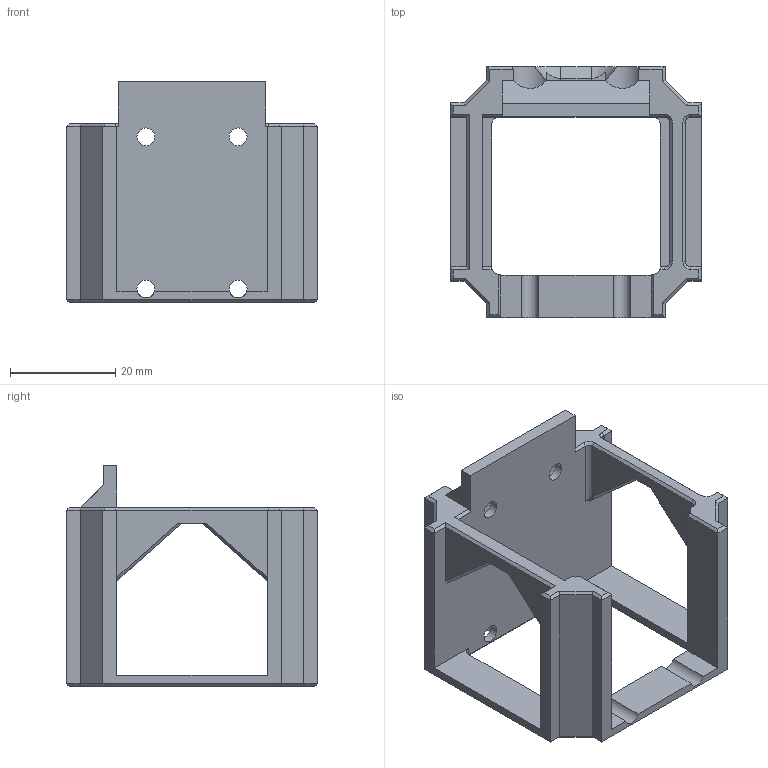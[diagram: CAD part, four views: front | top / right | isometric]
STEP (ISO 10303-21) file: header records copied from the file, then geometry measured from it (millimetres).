
FILE_DESCRIPTION(/* description */ (''),/* implementation_level */ '2;1');
FILE_NAME(/* name */ '56-spiralxy-groove-FocusToCubeAdapter.stp',/* time_stamp */ '2023-12-27T14:14:23+01:00',/* author */ ('diederichbenedict'),/* organization */ (''),/* preprocessor_version */ 'ST-DEVELOPER v20',/* originating_system */ 'Autodesk Inventor 2024',/* authorisation */ '');
FILE_SCHEMA (('AUTOMOTIVE_DESIGN { 1 0 10303 214 3 1 1 }'));
Length unit declared in the file: millimetre
Products named in the file (1): 56-spiralxy-groove-FocusToCubeAdapter
Bounding box: 47.6 x 47.6 x 41.94 mm (x, y, z)
Volume: 17099.4 mm3; surface area: 10559.1 mm2
Topology: 1 solids, 1 shells, 170 faces, 466 edges, 303 vertices
Faces by surface type: plane 128, cylinder 18, cone 16, bspline 8
Full cylindrical faces by diameter (mm): 3.4 x4, 8 x2
Entity records: 5565 total; most frequent: CARTESIAN_POINT 1263, ORIENTED_EDGE 906, DIRECTION 833, EDGE_CURVE 453, LINE 353, VECTOR 353, VERTEX_POINT 280, AXIS2_PLACEMENT_3D 240
